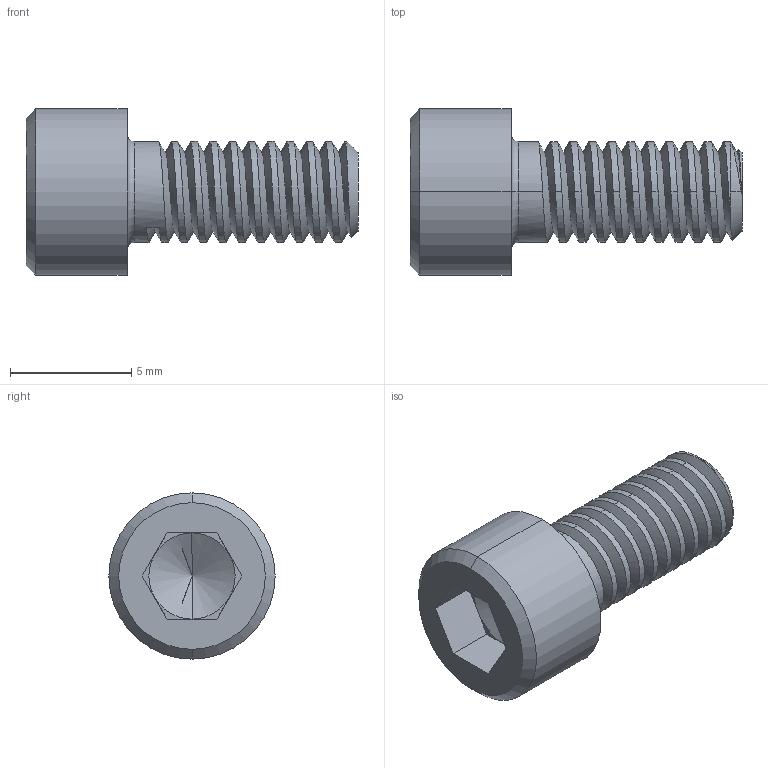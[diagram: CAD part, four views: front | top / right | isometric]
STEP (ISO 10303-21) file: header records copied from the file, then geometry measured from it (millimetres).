
FILE_DESCRIPTION (( 'STEP AP214' ), '1' );
FILE_NAME ('HK-8.STEP', '2015-08-24T22:37:14', ( 'test' ), ( '' ), 'SwSTEP 2.0', 'SolidWorks 2015', '' );
FILE_SCHEMA (( 'AUTOMOTIVE_DESIGN' ));
Length unit declared in the file: inch
Products named in the file (1): HK-8
Bounding box: 13.69 x 6.86 x 6.86 mm (x, y, z)
Volume: 241.1 mm3; surface area: 358.4 mm2
Topology: 1 solids, 1 shells, 51 faces, 131 edges, 82 vertices
Faces by surface type: cylinder 24, plane 16, cone 7, torus 2, bspline 2
Entity records: 3257 total; most frequent: CARTESIAN_POINT 2127, ORIENTED_EDGE 258, DIRECTION 199, EDGE_CURVE 129, VERTEX_POINT 82, AXIS2_PLACEMENT_3D 72, VECTOR 55, LINE 55
